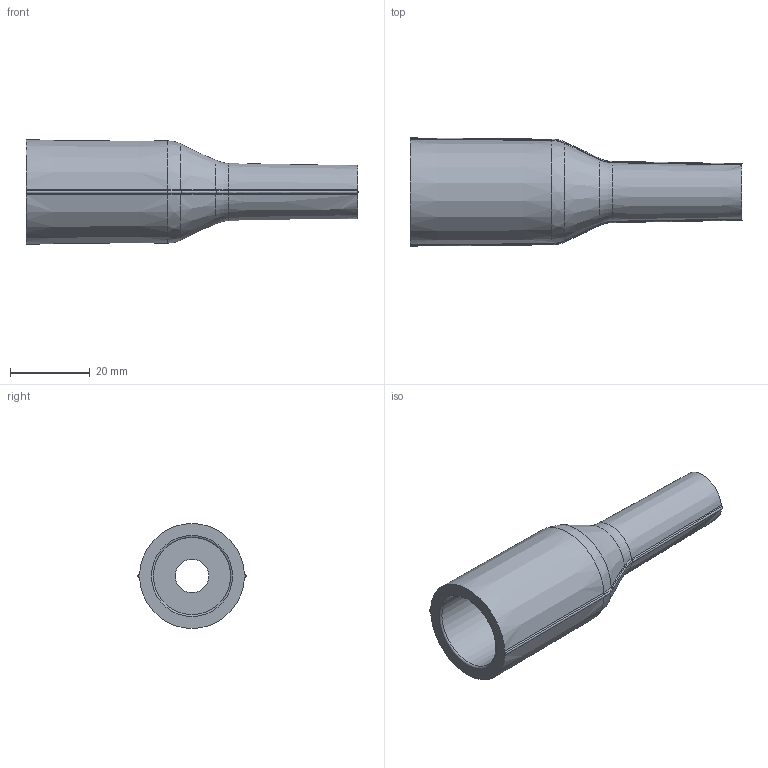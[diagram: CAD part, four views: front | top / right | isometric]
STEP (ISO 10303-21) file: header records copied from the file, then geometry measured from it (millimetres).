
FILE_DESCRIPTION(/* description */ (''),/* implementation_level */ '2;1');
FILE_NAME(/* name */ 'Boot C-size - for Cable 10-12.stp',/* time_stamp */ '2025-02-18T11:31:20+01:00',/* author */ ('sh'),/* organization */ (''),/* preprocessor_version */ 'ST-DEVELOPER v19.2',/* originating_system */ 'Autodesk Inventor 2023',/* authorisation */ '');
FILE_SCHEMA (('AUTOMOTIVE_DESIGN { 1 0 10303 214 3 1 1 }'));
Length unit declared in the file: millimetre
Products named in the file (1): 080-10127557
Bounding box: 83.2 x 27.1 x 26.3 mm (x, y, z)
Volume: 15229.6 mm3; surface area: 9505.9 mm2
Topology: 1 solids, 1 shells, 67 faces, 156 edges, 92 vertices
Faces by surface type: bspline 48, cone 7, plane 5, torus 5, cylinder 2
Full cylindrical faces by diameter (mm): 8.4 x1, 19.3 x1
Entity records: 2736 total; most frequent: CARTESIAN_POINT 1426, ORIENTED_EDGE 312, DIRECTION 189, EDGE_CURVE 156, AXIS2_PLACEMENT_3D 93, VERTEX_POINT 92, B_SPLINE_CURVE_WITH_KNOTS 80, EDGE_LOOP 70
